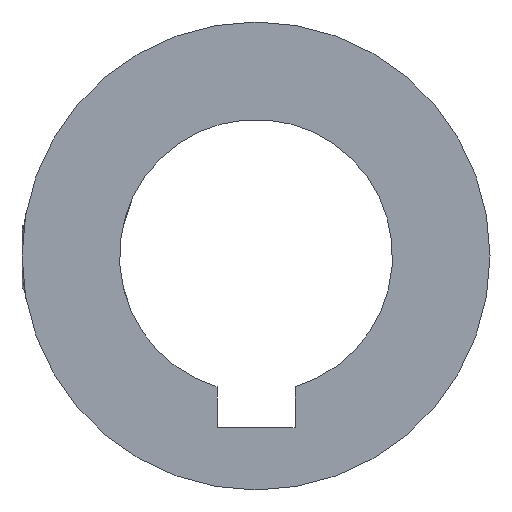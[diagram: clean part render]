
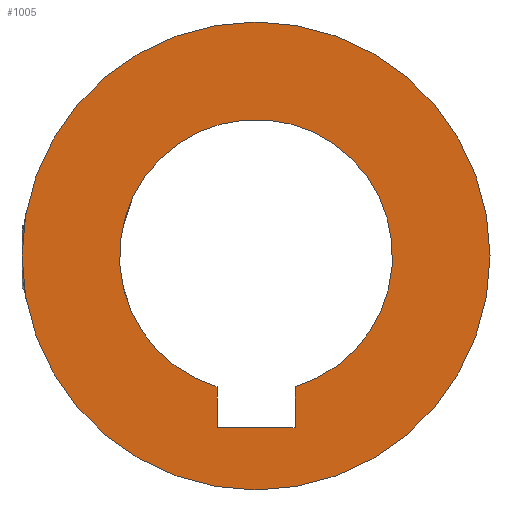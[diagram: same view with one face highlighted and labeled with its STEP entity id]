
A CAD part, left-side view. The second image highlights one B-rep face of the part: STEP entity #1005.
In plain terms, the highlighted planar face has unit normal (-1, 0, 0).
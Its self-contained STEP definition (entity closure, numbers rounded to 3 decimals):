
#32=FACE_BOUND('',#210,.T.);
#54=PLANE('',#1109);
#144=FACE_OUTER_BOUND('',#209,.T.);
#209=EDGE_LOOP('',(#927));
#210=EDGE_LOOP('',(#928,#929,#930,#931));
#239=CIRCLE('',#1100,7.);
#242=CIRCLE('',#1107,12.);
#341=LINE('',#3883,#392);
#344=LINE('',#3889,#395);
#347=LINE('',#3894,#398);
#392=VECTOR('',#1319,10.);
#395=VECTOR('',#1324,10.);
#398=VECTOR('',#1329,10.);
#481=VERTEX_POINT('',#3873);
#482=VERTEX_POINT('',#3874);
#485=VERTEX_POINT('',#3882);
#487=VERTEX_POINT('',#3888);
#490=VERTEX_POINT('',#3899);
#623=EDGE_CURVE('',#481,#482,#239,.T.);
#627=EDGE_CURVE('',#485,#481,#341,.T.);
#630=EDGE_CURVE('',#487,#485,#344,.T.);
#633=EDGE_CURVE('',#482,#487,#347,.T.);
#637=EDGE_CURVE('',#490,#490,#242,.T.);
#927=ORIENTED_EDGE('',*,*,#637,.F.);
#928=ORIENTED_EDGE('',*,*,#633,.F.);
#929=ORIENTED_EDGE('',*,*,#623,.F.);
#930=ORIENTED_EDGE('',*,*,#627,.F.);
#931=ORIENTED_EDGE('',*,*,#630,.F.);
#1005=ADVANCED_FACE('',(#144,#32),#54,.F.);
#1100=AXIS2_PLACEMENT_3D('',#3875,#1311,#1312);
#1107=AXIS2_PLACEMENT_3D('',#3901,#1336,#1337);
#1109=AXIS2_PLACEMENT_3D('',#3903,#1340,#1341);
#1311=DIRECTION('center_axis',(-1.,0.,0.));
#1312=DIRECTION('ref_axis',(0.,0.286,-0.958));
#1319=DIRECTION('',(0.,0.,1.));
#1324=DIRECTION('',(0.,-1.,0.));
#1329=DIRECTION('',(0.,0.,-1.));
#1336=DIRECTION('center_axis',(1.,0.,0.));
#1337=DIRECTION('ref_axis',(0.,0.,-1.));
#1340=DIRECTION('center_axis',(1.,0.,0.));
#1341=DIRECTION('ref_axis',(0.,0.,-1.));
#3873=CARTESIAN_POINT('',(54.5,48.,-31.708));
#3874=CARTESIAN_POINT('',(54.5,52.,-31.708));
#3875=CARTESIAN_POINT('Origin',(54.5,50.,-25.));
#3882=CARTESIAN_POINT('',(54.5,48.,-33.8));
#3883=CARTESIAN_POINT('',(54.5,48.,-33.8));
#3888=CARTESIAN_POINT('',(54.5,52.,-33.8));
#3889=CARTESIAN_POINT('',(54.5,52.,-33.8));
#3894=CARTESIAN_POINT('',(54.5,52.,-31.708));
#3899=CARTESIAN_POINT('',(54.5,50.,-13.));
#3901=CARTESIAN_POINT('Origin',(54.5,50.,-25.));
#3903=CARTESIAN_POINT('Origin',(54.5,50.,-25.));
